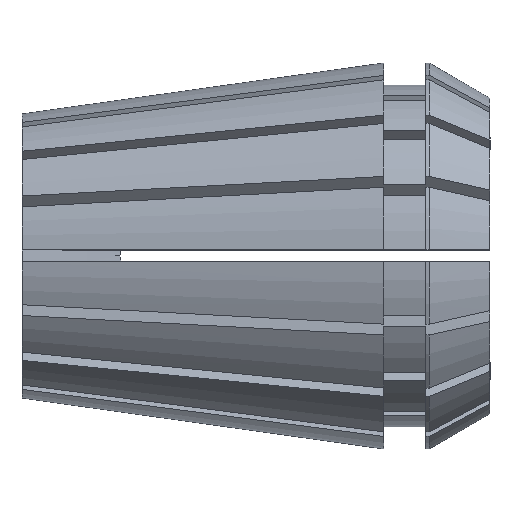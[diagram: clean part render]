
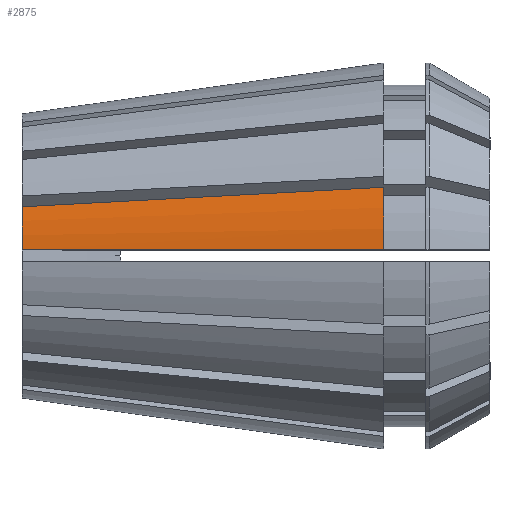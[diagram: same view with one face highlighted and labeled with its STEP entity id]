
A CAD part, top view. The second image highlights one B-rep face of the part: STEP entity #2875.
In plain terms, the highlighted conical face has half-angle 8 degrees and reference radius 16.5 mm.
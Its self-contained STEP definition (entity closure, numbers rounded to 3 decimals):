
#97 = CARTESIAN_POINT ( 'NONE',  ( 0., 4.187, 11.414 ) ) ;
#121 = ORIENTED_EDGE ( 'NONE', *, *, #1237, .F. ) ;
#184 = CARTESIAN_POINT ( 'NONE',  ( 26.083, 0.5, 15.815 ) ) ;
#221 = DIRECTION ( 'NONE',  ( -1., 0., 0. ) ) ;
#596 = DIRECTION ( 'NONE',  ( 1., 0., 0. ) ) ;
#928 = VERTEX_POINT ( 'NONE', #97 ) ;
#1080 = CARTESIAN_POINT ( 'NONE',  ( 0., 4.187, 11.414 ) ) ;
#1097 = CARTESIAN_POINT ( 'NONE',  ( 7.045, 4.566, 12.33 ) ) ;
#1106 = DIRECTION ( 'NONE',  ( 0., 0., 1. ) ) ;
#1107 = EDGE_CURVE ( 'NONE', #928, #2118, #1389, .T. ) ;
#1237 = EDGE_CURVE ( 'NONE', #2224, #4760, #4925, .T. ) ;
#1389 = B_SPLINE_CURVE_WITH_KNOTS ( 'NONE', 3,
 ( #1080, #1097, #4131, #4246, #2329, #3658, #2322 ),
 .UNSPECIFIED., .F., .F.,
 ( 4, 3, 4 ),
 ( 0., 0.021, 0.031 ),
 .UNSPECIFIED. ) ;
#1422 = CARTESIAN_POINT ( 'NONE',  ( 30.9, 0., 0. ) ) ;
#1527 = CARTESIAN_POINT ( 'NONE',  ( 30.9, 0., 0. ) ) ;
#1543 = CARTESIAN_POINT ( 'NONE',  ( 30.9, 5.85, 15.429 ) ) ;
#1582 = CARTESIAN_POINT ( 'NONE',  ( 0., 0.5, 12.147 ) ) ;
#1706 = AXIS2_PLACEMENT_3D ( 'NONE', #4271, #221, #5188 ) ;
#1941 = CARTESIAN_POINT ( 'NONE',  ( 30.9, 0.5, 16.493 ) ) ;
#2007 = CARTESIAN_POINT ( 'NONE',  ( 2.65, 0.5, 12.52 ) ) ;
#2107 = EDGE_CURVE ( 'NONE', #2224, #2118, #2616, .T. ) ;
#2118 = VERTEX_POINT ( 'NONE', #1543 ) ;
#2144 = CARTESIAN_POINT ( 'NONE',  ( 30.9, 0.5, 16.493 ) ) ;
#2182 = EDGE_CURVE ( 'NONE', #4760, #928, #3665, .T. ) ;
#2224 = VERTEX_POINT ( 'NONE', #2144 ) ;
#2248 = ORIENTED_EDGE ( 'NONE', *, *, #2107, .T. ) ;
#2322 = CARTESIAN_POINT ( 'NONE',  ( 30.9, 5.85, 15.429 ) ) ;
#2329 = CARTESIAN_POINT ( 'NONE',  ( 24.391, 5.499, 14.583 ) ) ;
#2381 = CARTESIAN_POINT ( 'NONE',  ( 3.975, 0.5, 12.706 ) ) ;
#2402 = CARTESIAN_POINT ( 'NONE',  ( 18.714, 0.5, 14.779 ) ) ;
#2616 = CIRCLE ( 'NONE', #5730, 16.5 ) ;
#2768 = DIRECTION ( 'NONE',  ( 0., 0., -1. ) ) ;
#2816 = CARTESIAN_POINT ( 'NONE',  ( 1.325, 0.5, 12.334 ) ) ;
#2875 = ADVANCED_FACE ( 'NONE', ( #4675 ), #3407, .T. ) ;
#3088 = EDGE_LOOP ( 'NONE', ( #3902, #4059, #121, #2248 ) ) ;
#3190 = AXIS2_PLACEMENT_3D ( 'NONE', #1422, #596, #2768 ) ;
#3395 = DIRECTION ( 'NONE',  ( -1., 0., 0. ) ) ;
#3407 = CONICAL_SURFACE ( 'NONE', #3190, 16.5, 0.14 ) ;
#3658 = CARTESIAN_POINT ( 'NONE',  ( 27.645, 5.674, 15.006 ) ) ;
#3665 = CIRCLE ( 'NONE', #1706, 12.158 ) ;
#3902 = ORIENTED_EDGE ( 'NONE', *, *, #1107, .F. ) ;
#4059 = ORIENTED_EDGE ( 'NONE', *, *, #2182, .F. ) ;
#4131 = CARTESIAN_POINT ( 'NONE',  ( 14.091, 4.945, 13.245 ) ) ;
#4197 = CARTESIAN_POINT ( 'NONE',  ( 0., 0.5, 12.147 ) ) ;
#4246 = CARTESIAN_POINT ( 'NONE',  ( 21.136, 5.324, 14.16 ) ) ;
#4271 = CARTESIAN_POINT ( 'NONE',  ( 0., 0., 0. ) ) ;
#4675 = FACE_OUTER_BOUND ( 'NONE', #3088, .T. ) ;
#4760 = VERTEX_POINT ( 'NONE', #1582 ) ;
#4925 = B_SPLINE_CURVE_WITH_KNOTS ( 'NONE', 3,
 ( #1941, #5079, #5113, #184, #2402, #5522, #2381, #2007, #2816, #4197 ),
 .UNSPECIFIED., .F., .F.,
 ( 4, 3, 3, 4 ),
 ( 0.061, 0.066, 0.089, 0.093 ),
 .UNSPECIFIED. ) ;
#5079 = CARTESIAN_POINT ( 'NONE',  ( 29.294, 0.5, 16.267 ) ) ;
#5113 = CARTESIAN_POINT ( 'NONE',  ( 27.689, 0.5, 16.041 ) ) ;
#5188 = DIRECTION ( 'NONE',  ( 0., 0., 1. ) ) ;
#5522 = CARTESIAN_POINT ( 'NONE',  ( 11.344, 0.5, 13.743 ) ) ;
#5730 = AXIS2_PLACEMENT_3D ( 'NONE', #1527, #3395, #1106 ) ;
